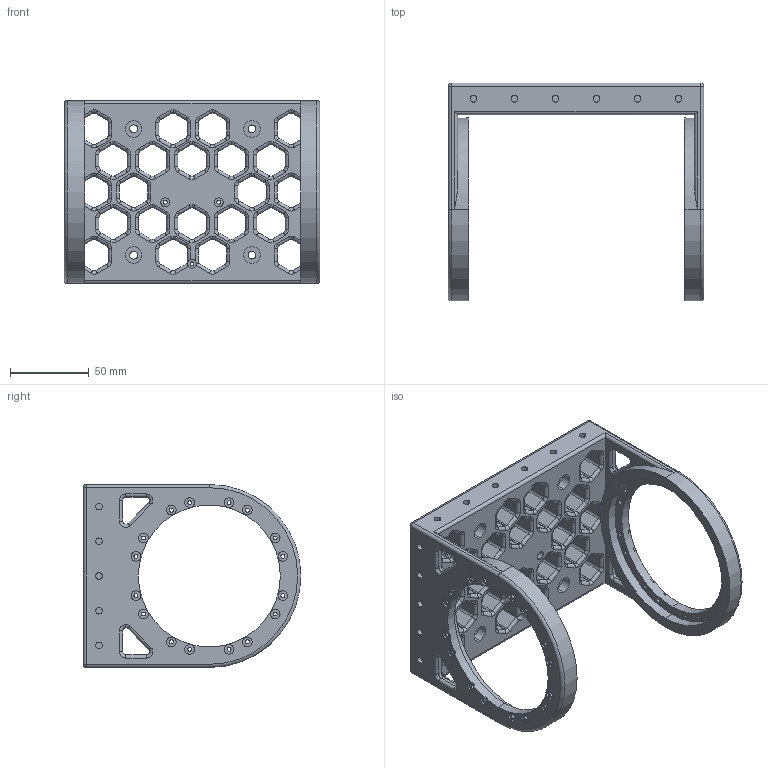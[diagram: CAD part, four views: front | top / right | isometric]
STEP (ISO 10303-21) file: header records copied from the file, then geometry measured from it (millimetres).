
FILE_DESCRIPTION (( 'STEP AP214' ), '1' );
FILE_NAME ('crotch.STEP', '2024-11-29T14:43:17', ( '' ), ( '' ), 'SwSTEP 2.0', 'SolidWorks 2021', '' );
FILE_SCHEMA (( 'AUTOMOTIVE_DESIGN' ));
Length unit declared in the file: millimetre
Products named in the file (1): crotch
Bounding box: 162 x 138 x 116 mm (x, y, z)
Volume: 337910.5 mm3; surface area: 102833 mm2
Topology: 1 solids, 1 shells, 1235 faces, 2925 edges, 1748 vertices
Faces by surface type: cylinder 680, torus 334, plane 217, sphere 4
Entity records: 36087 total; most frequent: DIRECTION 7147, CARTESIAN_POINT 6010, ORIENTED_EDGE 5842, AXIS2_PLACEMENT_3D 3007, EDGE_CURVE 2921, CIRCLE 1771, VERTEX_POINT 1748, EDGE_LOOP 1429
